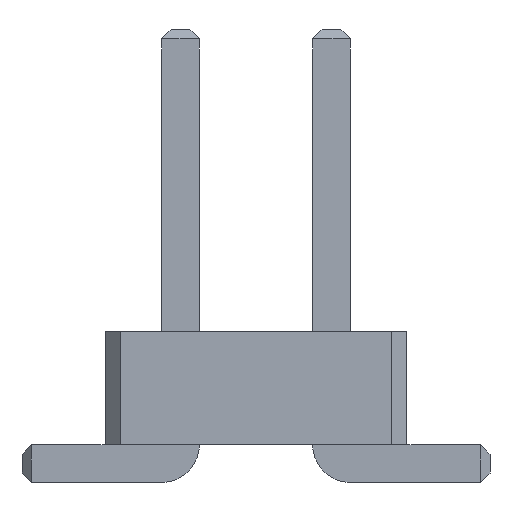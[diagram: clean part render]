
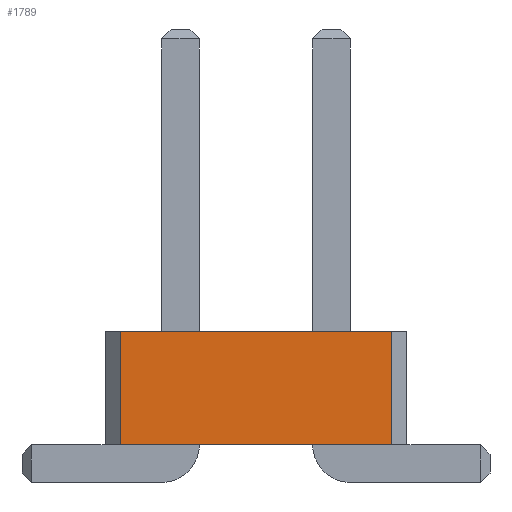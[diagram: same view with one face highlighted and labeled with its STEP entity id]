
A CAD part, front view. The second image highlights one B-rep face of the part: STEP entity #1789.
In plain terms, the highlighted planar face has unit normal (0, -1, 0).
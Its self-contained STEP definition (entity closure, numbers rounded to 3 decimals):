
#422 = VERTEX_POINT('',#423);
#423 = CARTESIAN_POINT('',(1.8,-4.,0.5));
#429 = EDGE_CURVE('',#430,#422,#432,.T.);
#430 = VERTEX_POINT('',#431);
#431 = CARTESIAN_POINT('',(-1.8,-4.,0.5));
#432 = LINE('',#433,#434);
#433 = CARTESIAN_POINT('',(-1.8,-4.,0.5));
#434 = VECTOR('',#435,1.);
#435 = DIRECTION('',(1.,0.,0.));
#798 = VERTEX_POINT('',#799);
#799 = CARTESIAN_POINT('',(1.8,-4.,2.));
#805 = EDGE_CURVE('',#806,#798,#808,.T.);
#806 = VERTEX_POINT('',#807);
#807 = CARTESIAN_POINT('',(-1.8,-4.,2.));
#808 = LINE('',#809,#810);
#809 = CARTESIAN_POINT('',(-1.8,-4.,2.));
#810 = VECTOR('',#811,1.);
#811 = DIRECTION('',(1.,0.,0.));
#1778 = EDGE_CURVE('',#430,#806,#1779,.T.);
#1779 = LINE('',#1780,#1781);
#1780 = CARTESIAN_POINT('',(-1.8,-4.,0.5));
#1781 = VECTOR('',#1782,1.);
#1782 = DIRECTION('',(0.,0.,1.));
#1789 = ADVANCED_FACE('',(#1790),#1801,.F.);
#1790 = FACE_BOUND('',#1791,.F.);
#1791 = EDGE_LOOP('',(#1792,#1793,#1794,#1800));
#1792 = ORIENTED_EDGE('',*,*,#1778,.T.);
#1793 = ORIENTED_EDGE('',*,*,#805,.T.);
#1794 = ORIENTED_EDGE('',*,*,#1795,.F.);
#1795 = EDGE_CURVE('',#422,#798,#1796,.T.);
#1796 = LINE('',#1797,#1798);
#1797 = CARTESIAN_POINT('',(1.8,-4.,0.5));
#1798 = VECTOR('',#1799,1.);
#1799 = DIRECTION('',(0.,0.,1.));
#1800 = ORIENTED_EDGE('',*,*,#429,.F.);
#1801 = PLANE('',#1802);
#1802 = AXIS2_PLACEMENT_3D('',#1803,#1804,#1805);
#1803 = CARTESIAN_POINT('',(-1.8,-4.,0.5));
#1804 = DIRECTION('',(0.,1.,0.));
#1805 = DIRECTION('',(1.,0.,0.));
